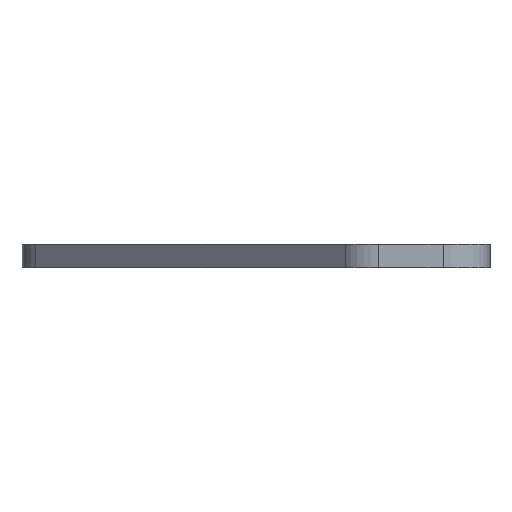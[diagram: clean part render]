
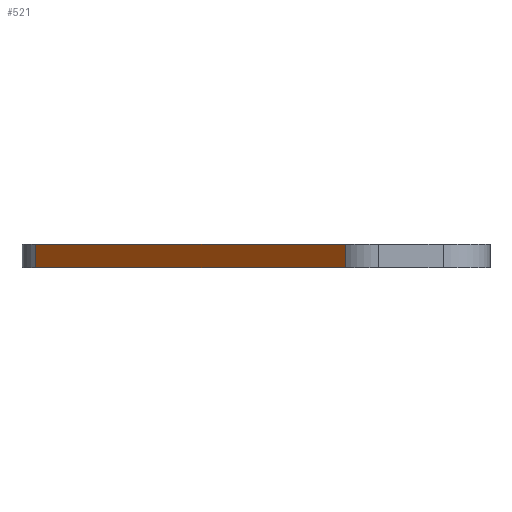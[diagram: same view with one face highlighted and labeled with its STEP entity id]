
A CAD part, left-side view. The second image highlights one B-rep face of the part: STEP entity #521.
In plain terms, the highlighted planar face has unit normal (-0.707, 0.707, 0).
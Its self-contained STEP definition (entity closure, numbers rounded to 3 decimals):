
#228=CARTESIAN_POINT('',(3.814,9.414,0.5));
#229=VERTEX_POINT('',#228);
#237=CARTESIAN_POINT('',(-9.414,-3.814,0.5));
#238=VERTEX_POINT('',#237);
#239=CARTESIAN_POINT('',(-9.414,-3.814,0.5));
#240=DIRECTION('',(0.707,0.707,0.0));
#241=VECTOR('',#240,18.708);
#242=LINE('',#239,#241);
#243=EDGE_CURVE('',#238,#229,#242,.T.);
#480=CARTESIAN_POINT('',(3.814,9.414,-0.5));
#481=VERTEX_POINT('',#480);
#489=CARTESIAN_POINT('',(3.814,9.414,-0.5));
#490=DIRECTION('',(0.0,0.0,1.0));
#491=VECTOR('',#490,1.0);
#492=LINE('',#489,#491);
#493=EDGE_CURVE('',#481,#229,#492,.T.);
#498=CARTESIAN_POINT('',(-10.0,-4.4,0.0));
#499=DIRECTION('',(-0.707,0.707,0.0));
#500=DIRECTION('',(0.0,0.0,1.0));
#501=AXIS2_PLACEMENT_3D('',#498,#499,#500);
#502=PLANE('',#501);
#503=ORIENTED_EDGE('',*,*,#493,.F.);
#504=CARTESIAN_POINT('',(-9.414,-3.814,-0.5));
#505=VERTEX_POINT('',#504);
#506=CARTESIAN_POINT('',(3.814,9.414,-0.5));
#507=DIRECTION('',(-0.707,-0.707,0.0));
#508=VECTOR('',#507,18.708);
#509=LINE('',#506,#508);
#510=EDGE_CURVE('',#481,#505,#509,.T.);
#511=ORIENTED_EDGE('',*,*,#510,.T.);
#512=CARTESIAN_POINT('',(-9.414,-3.814,0.5));
#513=DIRECTION('',(0.0,0.0,-1.0));
#514=VECTOR('',#513,1.0);
#515=LINE('',#512,#514);
#516=EDGE_CURVE('',#238,#505,#515,.T.);
#517=ORIENTED_EDGE('',*,*,#516,.F.);
#518=ORIENTED_EDGE('',*,*,#243,.T.);
#519=EDGE_LOOP('',(#503,#511,#517,#518));
#520=FACE_OUTER_BOUND('',#519,.T.);
#521=ADVANCED_FACE('',(#520),#502,.T.);
